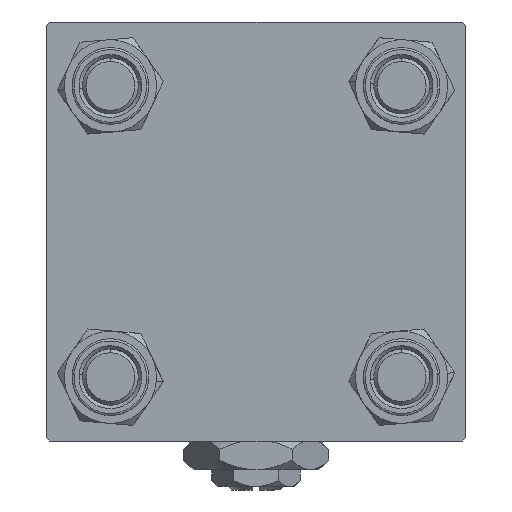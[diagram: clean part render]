
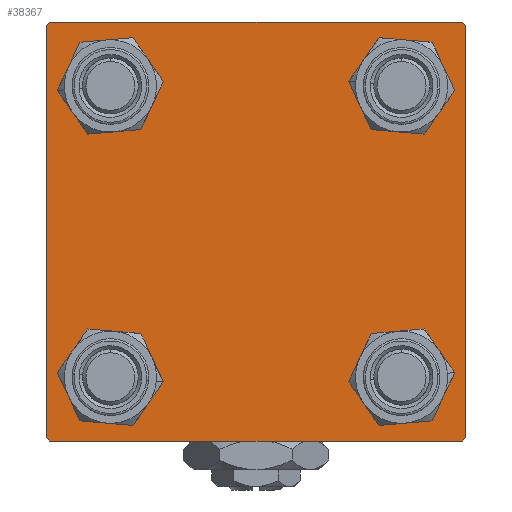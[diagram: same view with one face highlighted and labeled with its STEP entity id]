
A CAD part, left-side view. The second image highlights one B-rep face of the part: STEP entity #38367.
In plain terms, the highlighted planar face has unit normal (-1, 0, 0).
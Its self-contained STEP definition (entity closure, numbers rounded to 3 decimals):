
#272 = ORIENTED_EDGE ( 'NONE', *, *, #2328, .T. ) ;
#1509 = ORIENTED_EDGE ( 'NONE', *, *, #16714, .F. ) ;
#1739 = VERTEX_POINT ( 'NONE', #27320 ) ;
#2150 = CARTESIAN_POINT ( 'NONE',  ( 0., -20.85, -20.85 ) ) ;
#2328 = EDGE_CURVE ( 'NONE', #20430, #43004, #57119, .T. ) ;
#2546 = CARTESIAN_POINT ( 'NONE',  ( 0., -20.85, 20.85 ) ) ;
#2831 = DIRECTION ( 'NONE',  ( 0., 0., 1. ) ) ;
#2875 = VERTEX_POINT ( 'NONE', #46788 ) ;
#3213 = ORIENTED_EDGE ( 'NONE', *, *, #39705, .T. ) ;
#4061 = AXIS2_PLACEMENT_3D ( 'NONE', #50175, #42189, #10185 ) ;
#4110 = VERTEX_POINT ( 'NONE', #27557 ) ;
#4256 = EDGE_CURVE ( 'NONE', #48921, #13900, #43522, .T. ) ;
#4810 = VERTEX_POINT ( 'NONE', #11101 ) ;
#5593 = EDGE_CURVE ( 'NONE', #55981, #15934, #10817, .T. ) ;
#6102 = VECTOR ( 'NONE', #42511, 1000. ) ;
#6632 = CARTESIAN_POINT ( 'NONE',  ( 0., 20.85, -20.85 ) ) ;
#6835 = AXIS2_PLACEMENT_3D ( 'NONE', #30203, #12715, #39971 ) ;
#7522 = FACE_BOUND ( 'NONE', #23698, .T. ) ;
#7727 = EDGE_LOOP ( 'NONE', ( #49343, #57964 ) ) ;
#10002 = VERTEX_POINT ( 'NONE', #21633 ) ;
#10185 = DIRECTION ( 'NONE',  ( 0., 0., 1. ) ) ;
#10384 = CARTESIAN_POINT ( 'NONE',  ( 0., -20.85, 20.85 ) ) ;
#10817 = LINE ( 'NONE', #46951, #6102 ) ;
#11101 = CARTESIAN_POINT ( 'NONE',  ( 0., 20.85, 25.35 ) ) ;
#11540 = DIRECTION ( 'NONE',  ( 0., -0.707, 0.707 ) ) ;
#11859 = CARTESIAN_POINT ( 'NONE',  ( 0., -20.85, 16.35 ) ) ;
#11869 = AXIS2_PLACEMENT_3D ( 'NONE', #53717, #43965, #57588 ) ;
#12122 = ORIENTED_EDGE ( 'NONE', *, *, #26900, .T. ) ;
#12172 = EDGE_CURVE ( 'NONE', #1739, #15934, #54695, .T. ) ;
#12188 = VERTEX_POINT ( 'NONE', #44934 ) ;
#12584 = DIRECTION ( 'NONE',  ( 1., 0., 0. ) ) ;
#12715 = DIRECTION ( 'NONE',  ( 1., 0., 0. ) ) ;
#12844 = EDGE_LOOP ( 'NONE', ( #35361, #272 ) ) ;
#13529 = DIRECTION ( 'NONE',  ( 0., -1., 0. ) ) ;
#13900 = VERTEX_POINT ( 'NONE', #44956 ) ;
#14894 = ORIENTED_EDGE ( 'NONE', *, *, #23175, .T. ) ;
#15287 = AXIS2_PLACEMENT_3D ( 'NONE', #10384, #50677, #55430 ) ;
#15934 = VERTEX_POINT ( 'NONE', #18272 ) ;
#16190 = CIRCLE ( 'NONE', #37960, 4.5 ) ;
#16714 = EDGE_CURVE ( 'NONE', #55981, #13900, #26936, .T. ) ;
#16892 = LINE ( 'NONE', #50224, #51293 ) ;
#17942 = VERTEX_POINT ( 'NONE', #40841 ) ;
#17974 = CARTESIAN_POINT ( 'NONE',  ( 0., 30., 30. ) ) ;
#18172 = EDGE_CURVE ( 'NONE', #2875, #10002, #35745, .T. ) ;
#18272 = CARTESIAN_POINT ( 'NONE',  ( 0., -29.5, 30. ) ) ;
#18279 = CARTESIAN_POINT ( 'NONE',  ( 0., 30., 30. ) ) ;
#20430 = VERTEX_POINT ( 'NONE', #46733 ) ;
#20566 = FACE_BOUND ( 'NONE', #12844, .T. ) ;
#21015 = CARTESIAN_POINT ( 'NONE',  ( 0., -29.75, -29.75 ) ) ;
#21539 = DIRECTION ( 'NONE',  ( 0., -1., 0. ) ) ;
#21633 = CARTESIAN_POINT ( 'NONE',  ( 0., 30., -29.5 ) ) ;
#21883 = CARTESIAN_POINT ( 'NONE',  ( 0., -29.5, -30. ) ) ;
#22533 = VERTEX_POINT ( 'NONE', #45183 ) ;
#23175 = EDGE_CURVE ( 'NONE', #22533, #4810, #16190, .T. ) ;
#23698 = EDGE_LOOP ( 'NONE', ( #3213, #39490 ) ) ;
#23751 = EDGE_CURVE ( 'NONE', #4110, #37119, #29451, .T. ) ;
#24483 = DIRECTION ( 'NONE',  ( 1., 0., 0. ) ) ;
#24974 = EDGE_CURVE ( 'NONE', #45290, #17942, #44636, .T. ) ;
#26542 = VECTOR ( 'NONE', #27225, 1000. ) ;
#26900 = EDGE_CURVE ( 'NONE', #4810, #22533, #38084, .T. ) ;
#26936 = LINE ( 'NONE', #54769, #26542 ) ;
#27225 = DIRECTION ( 'NONE',  ( 0., 0., -1. ) ) ;
#27320 = CARTESIAN_POINT ( 'NONE',  ( 0., 29.5, 30. ) ) ;
#27557 = CARTESIAN_POINT ( 'NONE',  ( 0., -20.85, -25.35 ) ) ;
#27718 = DIRECTION ( 'NONE',  ( 0., -0.707, -0.707 ) ) ;
#28123 = DIRECTION ( 'NONE',  ( 1., 0., 0. ) ) ;
#28409 = DIRECTION ( 'NONE',  ( 0., 0., 1. ) ) ;
#29155 = FACE_BOUND ( 'NONE', #7727, .T. ) ;
#29451 = CIRCLE ( 'NONE', #33217, 4.5 ) ;
#30054 = FACE_BOUND ( 'NONE', #47139, .T. ) ;
#30203 = CARTESIAN_POINT ( 'NONE',  ( 0., 20.85, -20.85 ) ) ;
#30647 = AXIS2_PLACEMENT_3D ( 'NONE', #6632, #56116, #37753 ) ;
#31082 = VECTOR ( 'NONE', #13529, 1000. ) ;
#32034 = ORIENTED_EDGE ( 'NONE', *, *, #5593, .T. ) ;
#32123 = ORIENTED_EDGE ( 'NONE', *, *, #52801, .T. ) ;
#32282 = CARTESIAN_POINT ( 'NONE',  ( 0., -20.85, -20.85 ) ) ;
#33217 = AXIS2_PLACEMENT_3D ( 'NONE', #2150, #38583, #56635 ) ;
#33262 = EDGE_CURVE ( 'NONE', #17942, #45290, #40207, .T. ) ;
#33557 = AXIS2_PLACEMENT_3D ( 'NONE', #2546, #12584, #2831 ) ;
#33612 = PLANE ( 'NONE',  #11869 ) ;
#35361 = ORIENTED_EDGE ( 'NONE', *, *, #48922, .T. ) ;
#35553 = CIRCLE ( 'NONE', #49701, 4.5 ) ;
#35596 = EDGE_CURVE ( 'NONE', #12188, #48921, #40209, .T. ) ;
#35745 = LINE ( 'NONE', #17974, #52117 ) ;
#37119 = VERTEX_POINT ( 'NONE', #46401 ) ;
#37753 = DIRECTION ( 'NONE',  ( 0., 0., 1. ) ) ;
#37813 = ORIENTED_EDGE ( 'NONE', *, *, #53621, .T. ) ;
#37960 = AXIS2_PLACEMENT_3D ( 'NONE', #46711, #24483, #42558 ) ;
#38084 = CIRCLE ( 'NONE', #4061, 4.5 ) ;
#38343 = ORIENTED_EDGE ( 'NONE', *, *, #18172, .T. ) ;
#38367 = ADVANCED_FACE ( 'NONE', ( #29155, #7522, #20566, #30054, #38649 ), #33612, .T. ) ;
#38530 = EDGE_LOOP ( 'NONE', ( #38343, #37813, #40161, #57723, #1509, #32034, #49617, #32123 ) ) ;
#38583 = DIRECTION ( 'NONE',  ( 1., 0., 0. ) ) ;
#38649 = FACE_OUTER_BOUND ( 'NONE', #38530, .T. ) ;
#39490 = ORIENTED_EDGE ( 'NONE', *, *, #23751, .T. ) ;
#39705 = EDGE_CURVE ( 'NONE', #37119, #4110, #35553, .T. ) ;
#39971 = DIRECTION ( 'NONE',  ( 0., 0., 1. ) ) ;
#40161 = ORIENTED_EDGE ( 'NONE', *, *, #35596, .T. ) ;
#40207 = CIRCLE ( 'NONE', #33557, 4.5 ) ;
#40209 = LINE ( 'NONE', #53815, #49758 ) ;
#40747 = CARTESIAN_POINT ( 'NONE',  ( 0., -30., 29.5 ) ) ;
#40841 = CARTESIAN_POINT ( 'NONE',  ( 0., -20.85, 25.35 ) ) ;
#40883 = VECTOR ( 'NONE', #41421, 1000. ) ;
#41421 = DIRECTION ( 'NONE',  ( 0., 0.707, -0.707 ) ) ;
#42189 = DIRECTION ( 'NONE',  ( 1., 0., 0. ) ) ;
#42511 = DIRECTION ( 'NONE',  ( 0., 0.707, 0.707 ) ) ;
#42558 = DIRECTION ( 'NONE',  ( 0., 0., 1. ) ) ;
#43004 = VERTEX_POINT ( 'NONE', #50918 ) ;
#43522 = LINE ( 'NONE', #21015, #58129 ) ;
#43965 = DIRECTION ( 'NONE',  ( -1., 0., 0. ) ) ;
#44636 = CIRCLE ( 'NONE', #15287, 4.5 ) ;
#44934 = CARTESIAN_POINT ( 'NONE',  ( 0., 29.5, -30. ) ) ;
#44956 = CARTESIAN_POINT ( 'NONE',  ( 0., -30., -29.5 ) ) ;
#45183 = CARTESIAN_POINT ( 'NONE',  ( 0., 20.85, 16.35 ) ) ;
#45290 = VERTEX_POINT ( 'NONE', #11859 ) ;
#46401 = CARTESIAN_POINT ( 'NONE',  ( 0., -20.85, -16.35 ) ) ;
#46711 = CARTESIAN_POINT ( 'NONE',  ( 0., 20.85, 20.85 ) ) ;
#46733 = CARTESIAN_POINT ( 'NONE',  ( 0., 20.85, -25.35 ) ) ;
#46788 = CARTESIAN_POINT ( 'NONE',  ( 0., 30., 29.5 ) ) ;
#46951 = CARTESIAN_POINT ( 'NONE',  ( 0., -29.75, 29.75 ) ) ;
#47139 = EDGE_LOOP ( 'NONE', ( #12122, #14894 ) ) ;
#48921 = VERTEX_POINT ( 'NONE', #21883 ) ;
#48922 = EDGE_CURVE ( 'NONE', #43004, #20430, #57000, .T. ) ;
#49343 = ORIENTED_EDGE ( 'NONE', *, *, #33262, .T. ) ;
#49617 = ORIENTED_EDGE ( 'NONE', *, *, #12172, .F. ) ;
#49701 = AXIS2_PLACEMENT_3D ( 'NONE', #32282, #28123, #28409 ) ;
#49758 = VECTOR ( 'NONE', #21539, 1000. ) ;
#50175 = CARTESIAN_POINT ( 'NONE',  ( 0., 20.85, 20.85 ) ) ;
#50224 = CARTESIAN_POINT ( 'NONE',  ( 0., 29.75, -29.75 ) ) ;
#50677 = DIRECTION ( 'NONE',  ( 1., 0., 0. ) ) ;
#50918 = CARTESIAN_POINT ( 'NONE',  ( 0., 20.85, -16.35 ) ) ;
#51293 = VECTOR ( 'NONE', #27718, 1000. ) ;
#52117 = VECTOR ( 'NONE', #57977, 1000. ) ;
#52801 = EDGE_CURVE ( 'NONE', #1739, #2875, #54164, .T. ) ;
#53621 = EDGE_CURVE ( 'NONE', #10002, #12188, #16892, .T. ) ;
#53717 = CARTESIAN_POINT ( 'NONE',  ( 0., 0., 0. ) ) ;
#53815 = CARTESIAN_POINT ( 'NONE',  ( 0., 30., -30. ) ) ;
#54164 = LINE ( 'NONE', #58608, #40883 ) ;
#54695 = LINE ( 'NONE', #18279, #31082 ) ;
#54769 = CARTESIAN_POINT ( 'NONE',  ( 0., -30., 30. ) ) ;
#55430 = DIRECTION ( 'NONE',  ( 0., 0., 1. ) ) ;
#55981 = VERTEX_POINT ( 'NONE', #40747 ) ;
#56116 = DIRECTION ( 'NONE',  ( 1., 0., 0. ) ) ;
#56635 = DIRECTION ( 'NONE',  ( 0., 0., 1. ) ) ;
#57000 = CIRCLE ( 'NONE', #6835, 4.5 ) ;
#57119 = CIRCLE ( 'NONE', #30647, 4.5 ) ;
#57588 = DIRECTION ( 'NONE',  ( 0., 0., 1. ) ) ;
#57723 = ORIENTED_EDGE ( 'NONE', *, *, #4256, .T. ) ;
#57964 = ORIENTED_EDGE ( 'NONE', *, *, #24974, .T. ) ;
#57977 = DIRECTION ( 'NONE',  ( 0., 0., -1. ) ) ;
#58129 = VECTOR ( 'NONE', #11540, 1000. ) ;
#58608 = CARTESIAN_POINT ( 'NONE',  ( 0., 29.75, 29.75 ) ) ;
